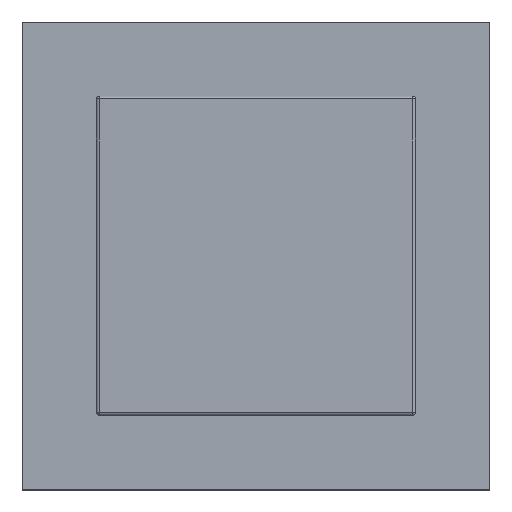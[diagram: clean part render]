
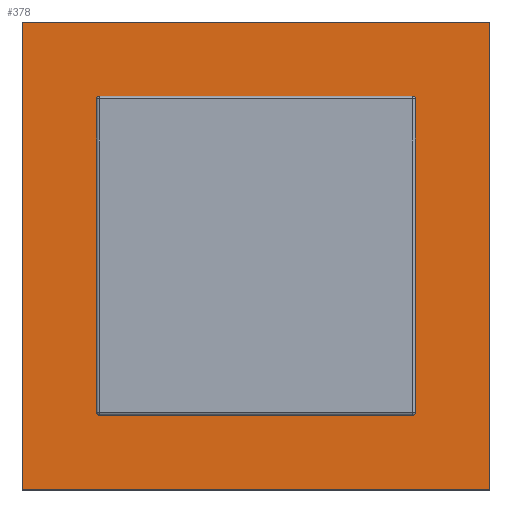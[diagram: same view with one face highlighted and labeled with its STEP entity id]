
A CAD part, top view. The second image highlights one B-rep face of the part: STEP entity #378.
In plain terms, the highlighted face is planar.
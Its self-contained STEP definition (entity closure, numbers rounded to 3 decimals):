
#82=FACE_OUTER_BOUND('',#106,.T.);
#106=EDGE_LOOP('',(#285,#286,#287,#288));
#129=LINE('',#606,#161);
#132=LINE('',#611,#164);
#134=LINE('',#615,#166);
#136=LINE('',#618,#168);
#161=VECTOR('',#480,10.);
#164=VECTOR('',#485,10.);
#166=VECTOR('',#489,10.);
#168=VECTOR('',#493,10.);
#193=VERTEX_POINT('',#604);
#194=VERTEX_POINT('',#605);
#195=VERTEX_POINT('',#610);
#196=VERTEX_POINT('',#614);
#221=EDGE_CURVE('',#193,#194,#129,.T.);
#224=EDGE_CURVE('',#194,#195,#132,.T.);
#226=EDGE_CURVE('',#195,#196,#134,.T.);
#228=EDGE_CURVE('',#196,#193,#136,.T.);
#285=ORIENTED_EDGE('',*,*,#228,.T.);
#286=ORIENTED_EDGE('',*,*,#221,.T.);
#287=ORIENTED_EDGE('',*,*,#224,.T.);
#288=ORIENTED_EDGE('',*,*,#226,.T.);
#366=PLANE('',#429);
#378=ADVANCED_FACE('',(#82),#366,.F.);
#429=AXIS2_PLACEMENT_3D('',#619,#494,#495);
#480=DIRECTION('',(0.,1.,0.));
#485=DIRECTION('',(1.,0.,0.));
#489=DIRECTION('',(0.,-1.,0.));
#493=DIRECTION('',(-1.,0.,0.));
#494=DIRECTION('center_axis',(0.,0.,1.));
#495=DIRECTION('ref_axis',(1.,0.,0.));
#604=CARTESIAN_POINT('',(-170.,-170.,0.));
#605=CARTESIAN_POINT('',(-170.,170.,0.));
#606=CARTESIAN_POINT('',(-170.,-170.,0.));
#610=CARTESIAN_POINT('',(170.,170.,0.));
#611=CARTESIAN_POINT('',(-170.,170.,0.));
#614=CARTESIAN_POINT('',(170.,-170.,0.));
#615=CARTESIAN_POINT('',(170.,170.,0.));
#618=CARTESIAN_POINT('',(170.,-170.,0.));
#619=CARTESIAN_POINT('Origin',(0.,0.,0.));
